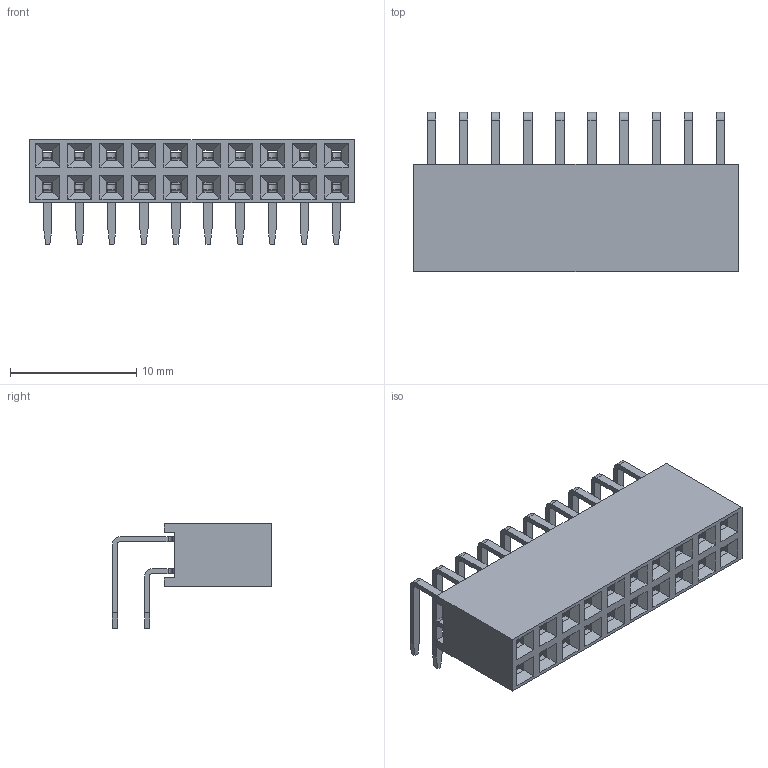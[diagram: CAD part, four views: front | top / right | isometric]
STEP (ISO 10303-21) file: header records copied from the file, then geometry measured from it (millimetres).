
FILE_DESCRIPTION(('STEP AP214'), '1');
FILE_NAME('DS1024-2x5RF1', '2016-04-20T21:07:34', ('Nobody'), (''), 'ASCON STEP Converter 1.3', 'ASCON Math Kernel', '');
FILE_SCHEMA(('AUTOMOTIVE_DESIGN { 1 0 10303 214 3 1 1}'));
Length unit declared in the file: millimetre
Bounding box: 25.7 x 12.6 x 8.3 mm (x, y, z)
Volume: 882.9 mm3; surface area: 2530 mm2
Topology: 21 solids, 21 shells, 1030 faces, 2944 edges, 1936 vertices
Faces by surface type: plane 770, cylinder 260
Entity records: 41772 total; most frequent: CARTESIAN_POINT 5911, ORIENTED_EDGE 5888, DIRECTION 5526, EDGE_CURVE 2944, LINE 2424, VECTOR 2424, VERTEX_POINT 1936, AXIS2_PLACEMENT_3D 1551
